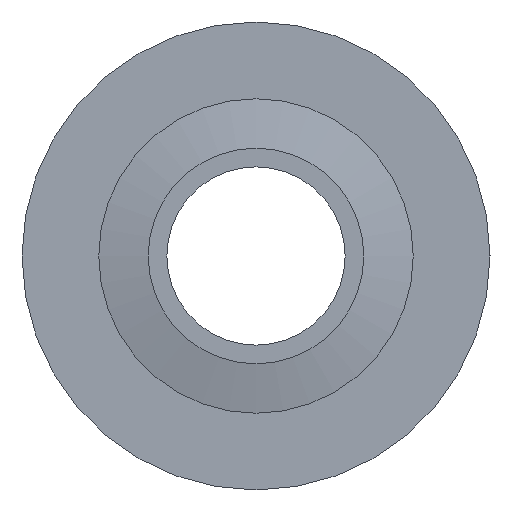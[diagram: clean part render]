
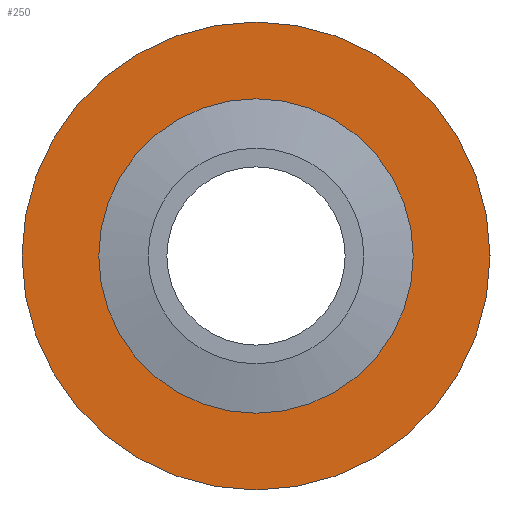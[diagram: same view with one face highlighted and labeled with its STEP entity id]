
A CAD part, left-side view. The second image highlights one B-rep face of the part: STEP entity #250.
In plain terms, the highlighted planar face has unit normal (-1, 0, 0).
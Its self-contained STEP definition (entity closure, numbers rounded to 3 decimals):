
#35=ORIENTED_EDGE('',*,*,#81,.F.);
#36=ORIENTED_EDGE('',*,*,#82,.T.);
#81=EDGE_CURVE('',#104,#104,#127,.T.);
#82=EDGE_CURVE('',#105,#105,#128,.T.);
#104=VERTEX_POINT('',#429);
#105=VERTEX_POINT('',#431);
#127=CIRCLE('',#287,12.5);
#128=CIRCLE('',#288,7.977);
#150=EDGE_LOOP('',(#35));
#151=EDGE_LOOP('',(#36));
#196=FACE_BOUND('',#150,.T.);
#197=FACE_BOUND('',#151,.T.);
#242=PLANE('',#286);
#250=ADVANCED_FACE('',(#196,#197),#242,.F.);
#286=AXIS2_PLACEMENT_3D('',#427,#334,#335);
#287=AXIS2_PLACEMENT_3D('',#428,#336,#337);
#288=AXIS2_PLACEMENT_3D('',#430,#338,#339);
#334=DIRECTION('',(1.,0.,0.));
#335=DIRECTION('',(0.,0.,-1.));
#336=DIRECTION('',(1.,0.,0.));
#337=DIRECTION('',(0.,0.,-1.));
#338=DIRECTION('',(1.,0.,0.));
#339=DIRECTION('',(0.,0.,-1.));
#427=CARTESIAN_POINT('',(-49.7,0.,0.));
#428=CARTESIAN_POINT('',(-49.7,0.,0.));
#429=CARTESIAN_POINT('',(-49.7,0.,-12.5));
#430=CARTESIAN_POINT('',(-49.7,0.,0.));
#431=CARTESIAN_POINT('',(-49.7,0.,-7.977));
